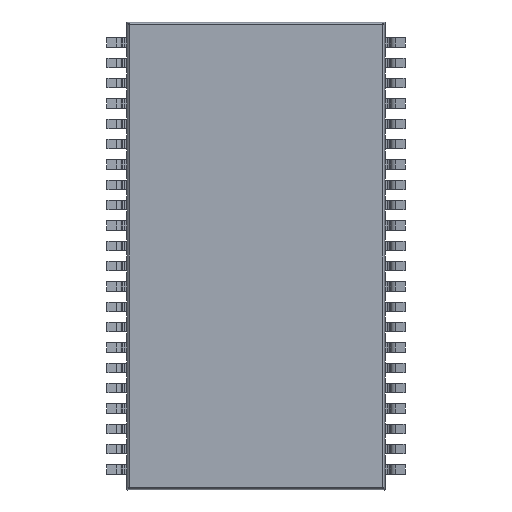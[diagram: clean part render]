
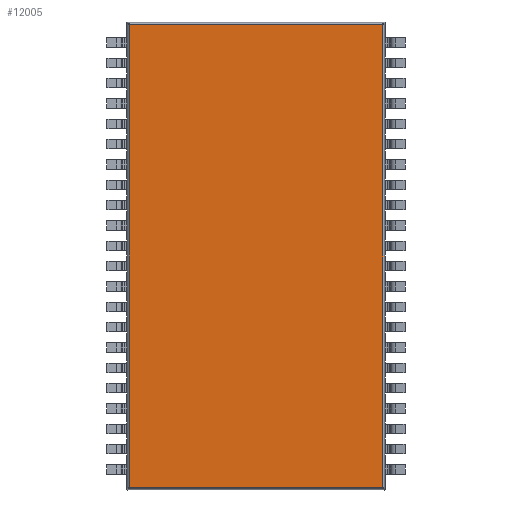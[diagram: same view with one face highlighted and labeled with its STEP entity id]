
A CAD part, front view. The second image highlights one B-rep face of the part: STEP entity #12005.
In plain terms, the highlighted planar face has unit normal (0, -1, 0).
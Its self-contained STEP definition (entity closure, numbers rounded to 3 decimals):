
#1075 = VECTOR ( 'NONE', #29388, 1000. ) ;
#1909 = CARTESIAN_POINT ( 'NONE',  ( 4.98, 0.1, 9.105 ) ) ;
#2888 = EDGE_CURVE ( 'NONE', #11902, #25466, #3442, .T. ) ;
#2980 = ORIENTED_EDGE ( 'NONE', *, *, #8656, .T. ) ;
#3134 = AXIS2_PLACEMENT_3D ( 'NONE', #13629, #8831, #12018 ) ;
#3442 = LINE ( 'NONE', #29232, #1075 ) ;
#5757 = CARTESIAN_POINT ( 'NONE',  ( -4.98, 0.1, -9.105 ) ) ;
#7763 = EDGE_CURVE ( 'NONE', #23294, #13680, #16189, .T. ) ;
#8487 = ORIENTED_EDGE ( 'NONE', *, *, #15199, .T. ) ;
#8656 = EDGE_CURVE ( 'NONE', #25466, #13680, #21790, .T. ) ;
#8831 = DIRECTION ( 'NONE',  ( 0., 1., 0. ) ) ;
#10182 = DIRECTION ( 'NONE',  ( 1., 0., 0. ) ) ;
#11902 = VERTEX_POINT ( 'NONE', #29433 ) ;
#11979 = CARTESIAN_POINT ( 'NONE',  ( 4.98, 0.1, -9.105 ) ) ;
#12005 = ADVANCED_FACE ( 'NONE', ( #13477 ), #29729, .F. ) ;
#12018 = DIRECTION ( 'NONE',  ( 1., 0., 0. ) ) ;
#13477 = FACE_OUTER_BOUND ( 'NONE', #22734, .T. ) ;
#13629 = CARTESIAN_POINT ( 'NONE',  ( 4.98, 0.1, 9.205 ) ) ;
#13680 = VERTEX_POINT ( 'NONE', #11979 ) ;
#15199 = EDGE_CURVE ( 'NONE', #23294, #11902, #27092, .T. ) ;
#15904 = CARTESIAN_POINT ( 'NONE',  ( 4.98, 0.1, 9.205 ) ) ;
#16189 = LINE ( 'NONE', #15904, #20383 ) ;
#16528 = ORIENTED_EDGE ( 'NONE', *, *, #2888, .T. ) ;
#16950 = CARTESIAN_POINT ( 'NONE',  ( 4.98, 0.1, -9.105 ) ) ;
#20383 = VECTOR ( 'NONE', #23462, 1000. ) ;
#20477 = CARTESIAN_POINT ( 'NONE',  ( 4.98, 0.1, 9.105 ) ) ;
#21790 = LINE ( 'NONE', #16950, #25238 ) ;
#22734 = EDGE_LOOP ( 'NONE', ( #23295, #8487, #16528, #2980 ) ) ;
#23294 = VERTEX_POINT ( 'NONE', #20477 ) ;
#23295 = ORIENTED_EDGE ( 'NONE', *, *, #7763, .F. ) ;
#23462 = DIRECTION ( 'NONE',  ( 0., 0., -1. ) ) ;
#25238 = VECTOR ( 'NONE', #10182, 1000. ) ;
#25466 = VERTEX_POINT ( 'NONE', #5757 ) ;
#26080 = VECTOR ( 'NONE', #29817, 1000. ) ;
#27092 = LINE ( 'NONE', #1909, #26080 ) ;
#29232 = CARTESIAN_POINT ( 'NONE',  ( -4.98, 0.1, 9.205 ) ) ;
#29388 = DIRECTION ( 'NONE',  ( 0., 0., -1. ) ) ;
#29433 = CARTESIAN_POINT ( 'NONE',  ( -4.98, 0.1, 9.105 ) ) ;
#29729 = PLANE ( 'NONE',  #3134 ) ;
#29817 = DIRECTION ( 'NONE',  ( -1., 0., 0. ) ) ;
